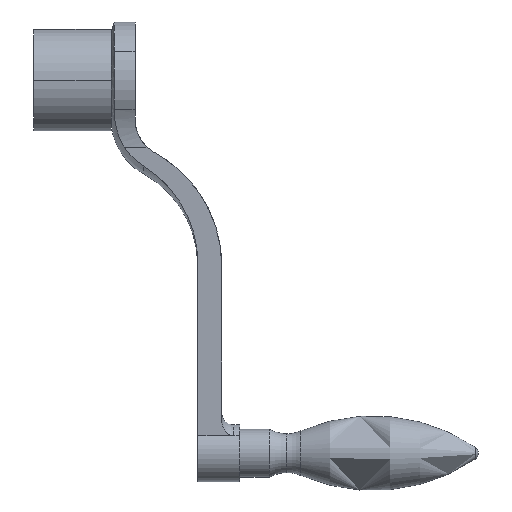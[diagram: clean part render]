
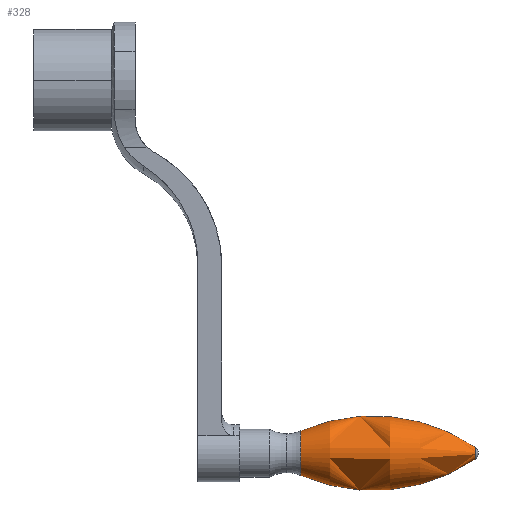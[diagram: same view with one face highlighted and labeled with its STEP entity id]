
A CAD part, left-side view. The second image highlights one B-rep face of the part: STEP entity #328.
In plain terms, the highlighted toroidal (fillet/blend) face has major radius 48.494 mm and minor radius 60.994 mm.
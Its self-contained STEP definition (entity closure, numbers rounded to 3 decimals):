
#328=ADVANCED_FACE('',(#770),#771,.T.);
#348=EDGE_CURVE('',#614,#396,#795,.T.);
#352=EDGE_CURVE('',#614,#518,#799,.T.);
#354=EDGE_CURVE('',#414,#396,#801,.T.);
#396=VERTEX_POINT('',#844);
#414=VERTEX_POINT('',#864);
#484=EDGE_CURVE('',#518,#414,#944,.T.);
#518=VERTEX_POINT('',#979);
#614=VERTEX_POINT('',#1086);
#770=FACE_OUTER_BOUND('',#1309,.T.);
#771=TOROIDAL_SURFACE('',#1310,-48.494,60.994);
#795=CIRCLE('',#1337,7.486);
#799=CIRCLE('',#1344,60.994);
#801=CIRCLE('',#1347,60.994);
#844=CARTESIAN_POINT('',(0.,-89.575,-117.514));
#864=CARTESIAN_POINT('',(0.,-147.899,-122.927));
#944=CIRCLE('',#1591,2.073);
#979=CARTESIAN_POINT('',(0.,-147.899,-127.073));
#1086=CARTESIAN_POINT('',(0.,-89.575,-132.486));
#1309=EDGE_LOOP('',(#2019,#2020,#2021,#2022));
#1310=AXIS2_PLACEMENT_3D('',#2023,#2024,#2025);
#1337=AXIS2_PLACEMENT_3D('',#2059,#2060,#2061);
#1344=AXIS2_PLACEMENT_3D('',#2063,#2064,#2065);
#1347=AXIS2_PLACEMENT_3D('',#2066,#2067,#2068);
#1591=AXIS2_PLACEMENT_3D('',#2232,#2233,#2234);
#2019=ORIENTED_EDGE('',*,*,#354,.T.);
#2020=ORIENTED_EDGE('',*,*,#348,.F.);
#2021=ORIENTED_EDGE('',*,*,#352,.T.);
#2022=ORIENTED_EDGE('',*,*,#484,.T.);
#2023=CARTESIAN_POINT('',(0.,-113.792,-125.0));
#2024=DIRECTION('',(-0.0,1.0,0.0));
#2025=DIRECTION('',(0.,0.0,1.0));
#2059=CARTESIAN_POINT('',(0.,-89.575,-125.0));
#2060=DIRECTION('',(0.0,1.0,0.0));
#2061=DIRECTION('',(0.,0.0,-1.0));
#2063=CARTESIAN_POINT('',(0.,-113.792,-76.506));
#2064=DIRECTION('',(-1.0,-0.0,0.));
#2065=DIRECTION('',(0.,0.0,-1.0));
#2066=CARTESIAN_POINT('',(0.,-113.792,-173.494));
#2067=DIRECTION('',(-1.0,-0.0,0.));
#2068=DIRECTION('',(0.,0.0,1.0));
#2232=CARTESIAN_POINT('',(0.,-147.899,-125.0));
#2233=DIRECTION('',(0.0,1.0,0.0));
#2234=DIRECTION('',(0.,0.0,-1.0));
